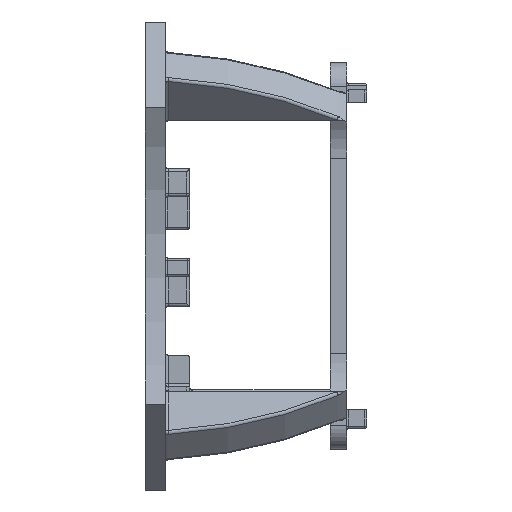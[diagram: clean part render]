
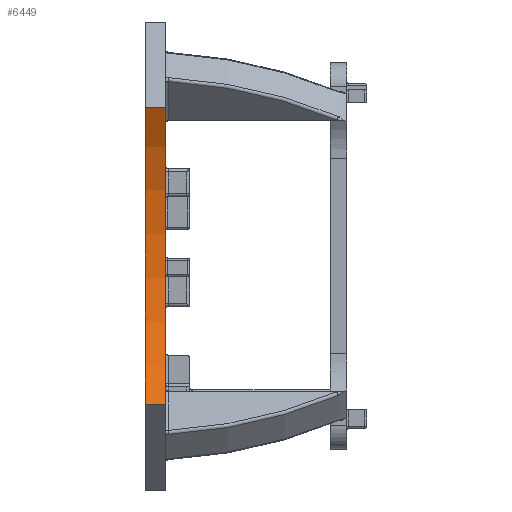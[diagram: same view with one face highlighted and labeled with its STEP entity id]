
A CAD part, left-side view. The second image highlights one B-rep face of the part: STEP entity #6449.
In plain terms, the highlighted cylindrical face has radius 73.056 mm (diameter 146.112 mm), a partial arc.
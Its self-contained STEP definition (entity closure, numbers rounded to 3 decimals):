
#619=FACE_OUTER_BOUND('',#1032,.T.);
#1032=EDGE_LOOP('',(#5462,#5463,#5464,#5465));
#1548=LINE('',#12001,#2053);
#1549=LINE('',#12002,#2054);
#2053=VECTOR('',#8806,10.);
#2054=VECTOR('',#8807,10.);
#2281=CIRCLE('',#6802,73.056);
#2358=CIRCLE('',#6927,73.056);
#2744=VERTEX_POINT('',#10839);
#2745=VERTEX_POINT('',#10841);
#2897=VERTEX_POINT('',#11582);
#2898=VERTEX_POINT('',#11584);
#3427=EDGE_CURVE('',#2744,#2745,#2281,.T.);
#3632=EDGE_CURVE('',#2898,#2897,#2358,.T.);
#3838=EDGE_CURVE('',#2745,#2897,#1548,.T.);
#3839=EDGE_CURVE('',#2744,#2898,#1549,.T.);
#5462=ORIENTED_EDGE('',*,*,#3632,.T.);
#5463=ORIENTED_EDGE('',*,*,#3838,.F.);
#5464=ORIENTED_EDGE('',*,*,#3427,.F.);
#5465=ORIENTED_EDGE('',*,*,#3839,.T.);
#6124=CYLINDRICAL_SURFACE('',#7120,73.056);
#6449=ADVANCED_FACE('',(#619),#6124,.F.);
#6802=AXIS2_PLACEMENT_3D('',#10842,#7938,#7939);
#6927=AXIS2_PLACEMENT_3D('',#11585,#8296,#8297);
#7120=AXIS2_PLACEMENT_3D('',#12000,#8804,#8805);
#7938=DIRECTION('center_axis',(0.,1.,0.));
#7939=DIRECTION('ref_axis',(-0.863,0.,-0.505));
#8296=DIRECTION('center_axis',(0.,1.,0.));
#8297=DIRECTION('ref_axis',(-0.863,0.,-0.505));
#8804=DIRECTION('center_axis',(0.,1.,0.));
#8805=DIRECTION('ref_axis',(-0.863,0.,-0.505));
#8806=DIRECTION('',(0.,1.,0.));
#8807=DIRECTION('',(0.,1.,0.));
#10839=CARTESIAN_POINT('',(58.107,0.,-36.893));
#10841=CARTESIAN_POINT('',(58.107,0.,36.893));
#10842=CARTESIAN_POINT('Origin',(121.163,0.,0.));
#11582=CARTESIAN_POINT('',(58.107,5.,36.893));
#11584=CARTESIAN_POINT('',(58.107,5.,-36.893));
#11585=CARTESIAN_POINT('Origin',(121.163,5.,0.));
#12000=CARTESIAN_POINT('Origin',(121.163,0.,0.));
#12001=CARTESIAN_POINT('',(58.107,0.,36.893));
#12002=CARTESIAN_POINT('',(58.107,0.,-36.893));
